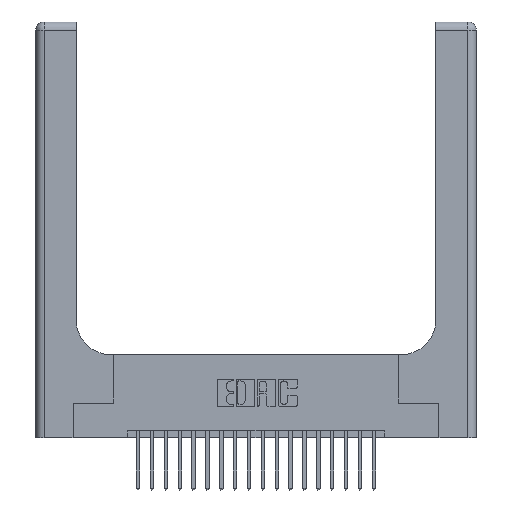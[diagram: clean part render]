
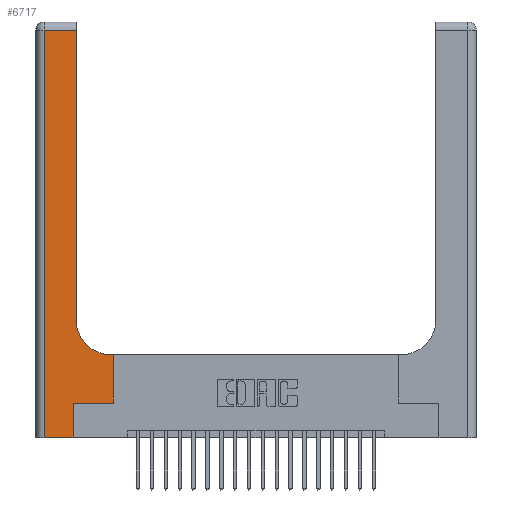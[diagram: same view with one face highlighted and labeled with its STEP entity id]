
A CAD part, top view. The second image highlights one B-rep face of the part: STEP entity #6717.
In plain terms, the highlighted planar face has unit normal (0, 0, 1).
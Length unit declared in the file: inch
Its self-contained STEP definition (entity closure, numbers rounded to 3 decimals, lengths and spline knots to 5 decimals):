
#239 = CARTESIAN_POINT ( 'NONE',  ( 0., 0., 0.37 ) ) ;
#405 = ORIENTED_EDGE ( 'NONE', *, *, #1936, .T. ) ;
#570 = VERTEX_POINT ( 'NONE', #15281 ) ;
#638 = EDGE_CURVE ( 'NONE', #15765, #5561, #3431, .T. ) ;
#808 = CARTESIAN_POINT ( 'NONE',  ( 0.06, 0., 0.37 ) ) ;
#964 = VECTOR ( 'NONE', #7249, 39.37008 ) ;
#1019 = AXIS2_PLACEMENT_3D ( 'NONE', #21205, #19767, #5579 ) ;
#1443 = ORIENTED_EDGE ( 'NONE', *, *, #7478, .T. ) ;
#1534 = LINE ( 'NONE', #1747, #9205 ) ;
#1681 = PLANE ( 'NONE',  #14204 ) ;
#1747 = CARTESIAN_POINT ( 'NONE',  ( 0.06, 3., 0.37 ) ) ;
#1760 = CARTESIAN_POINT ( 'NONE',  ( 0., 2.94, 0.37 ) ) ;
#1936 = EDGE_CURVE ( 'NONE', #13319, #19905, #14868, .T. ) ;
#2573 = CARTESIAN_POINT ( 'NONE',  ( 0.2915, 0.6, 0.37 ) ) ;
#3431 = LINE ( 'NONE', #13283, #12732 ) ;
#3683 = VECTOR ( 'NONE', #9457, 39.37008 ) ;
#4478 = DIRECTION ( 'NONE',  ( 1., 0., 0. ) ) ;
#5331 = VECTOR ( 'NONE', #19938, 39.37008 ) ;
#5561 = VERTEX_POINT ( 'NONE', #21275 ) ;
#5566 = ORIENTED_EDGE ( 'NONE', *, *, #638, .T. ) ;
#5579 = DIRECTION ( 'NONE',  ( 1., 0., 0. ) ) ;
#5908 = ORIENTED_EDGE ( 'NONE', *, *, #18820, .T. ) ;
#6046 = CARTESIAN_POINT ( 'NONE',  ( 0.06, 2.94, 0.37 ) ) ;
#6188 = LINE ( 'NONE', #11016, #964 ) ;
#6548 = ORIENTED_EDGE ( 'NONE', *, *, #16292, .T. ) ;
#6687 = EDGE_CURVE ( 'NONE', #20006, #14502, #14173, .T. ) ;
#6717 = ADVANCED_FACE ( 'NONE', ( #11418 ), #1681, .F. ) ;
#6816 = DIRECTION ( 'NONE',  ( -1., 0., 0. ) ) ;
#7044 = DIRECTION ( 'NONE',  ( -1., 0., 0. ) ) ;
#7249 = DIRECTION ( 'NONE',  ( 0., 1., 0. ) ) ;
#7478 = EDGE_CURVE ( 'NONE', #11364, #15765, #11682, .T. ) ;
#7494 = DIRECTION ( 'NONE',  ( 1., 0., 0. ) ) ;
#7970 = EDGE_CURVE ( 'NONE', #14502, #20980, #1534, .T. ) ;
#8075 = EDGE_CURVE ( 'NONE', #19905, #570, #22270, .T. ) ;
#8129 = CARTESIAN_POINT ( 'NONE',  ( 0.269, 0., 0.37 ) ) ;
#8761 = ORIENTED_EDGE ( 'NONE', *, *, #6687, .T. ) ;
#9077 = CARTESIAN_POINT ( 'NONE',  ( 0.269, 0., 0.37 ) ) ;
#9084 = ORIENTED_EDGE ( 'NONE', *, *, #8075, .T. ) ;
#9205 = VECTOR ( 'NONE', #21065, 39.37008 ) ;
#9457 = DIRECTION ( 'NONE',  ( -1., 0., 0. ) ) ;
#10002 = LINE ( 'NONE', #21594, #5331 ) ;
#11016 = CARTESIAN_POINT ( 'NONE',  ( 0.2915, 3., 0.37 ) ) ;
#11364 = VERTEX_POINT ( 'NONE', #8129 ) ;
#11418 = FACE_OUTER_BOUND ( 'NONE', #20828, .T. ) ;
#11682 = LINE ( 'NONE', #9077, #20386 ) ;
#11710 = ORIENTED_EDGE ( 'NONE', *, *, #14968, .T. ) ;
#12732 = VECTOR ( 'NONE', #4478, 39.37008 ) ;
#13029 = CARTESIAN_POINT ( 'NONE',  ( 0.269, 0.25, 0.37 ) ) ;
#13283 = CARTESIAN_POINT ( 'NONE',  ( 0.269, 0.25, 0.37 ) ) ;
#13319 = VERTEX_POINT ( 'NONE', #18730 ) ;
#13710 = VECTOR ( 'NONE', #7494, 39.37008 ) ;
#14173 = LINE ( 'NONE', #1760, #17160 ) ;
#14204 = AXIS2_PLACEMENT_3D ( 'NONE', #18941, #22423, #7044 ) ;
#14502 = VERTEX_POINT ( 'NONE', #6046 ) ;
#14868 = LINE ( 'NONE', #2573, #3683 ) ;
#14968 = EDGE_CURVE ( 'NONE', #570, #20006, #6188, .T. ) ;
#15281 = CARTESIAN_POINT ( 'NONE',  ( 0.2915, 0.85, 0.37 ) ) ;
#15599 = CARTESIAN_POINT ( 'NONE',  ( 0.5415, 0.6, 0.37 ) ) ;
#15765 = VERTEX_POINT ( 'NONE', #13029 ) ;
#16160 = DIRECTION ( 'NONE',  ( 0., 1., 0. ) ) ;
#16292 = EDGE_CURVE ( 'NONE', #5561, #13319, #10002, .T. ) ;
#17160 = VECTOR ( 'NONE', #6816, 39.37008 ) ;
#18730 = CARTESIAN_POINT ( 'NONE',  ( 0.5585, 0.6, 0.37 ) ) ;
#18820 = EDGE_CURVE ( 'NONE', #20980, #11364, #19421, .T. ) ;
#18941 = CARTESIAN_POINT ( 'NONE',  ( 0., 3., 0.37 ) ) ;
#19421 = LINE ( 'NONE', #239, #13710 ) ;
#19767 = DIRECTION ( 'NONE',  ( 0., 0., -1. ) ) ;
#19905 = VERTEX_POINT ( 'NONE', #15599 ) ;
#19938 = DIRECTION ( 'NONE',  ( 0., 1., 0. ) ) ;
#20006 = VERTEX_POINT ( 'NONE', #22214 ) ;
#20386 = VECTOR ( 'NONE', #16160, 39.37008 ) ;
#20828 = EDGE_LOOP ( 'NONE', ( #11710, #8761, #22294, #5908, #1443, #5566, #6548, #405, #9084 ) ) ;
#20980 = VERTEX_POINT ( 'NONE', #808 ) ;
#21065 = DIRECTION ( 'NONE',  ( 0., -1., 0. ) ) ;
#21205 = CARTESIAN_POINT ( 'NONE',  ( 0.5415, 0.85, 0.37 ) ) ;
#21275 = CARTESIAN_POINT ( 'NONE',  ( 0.5585, 0.25, 0.37 ) ) ;
#21594 = CARTESIAN_POINT ( 'NONE',  ( 0.5585, 0.25, 0.37 ) ) ;
#22214 = CARTESIAN_POINT ( 'NONE',  ( 0.2915, 2.94, 0.37 ) ) ;
#22270 = CIRCLE ( 'NONE', #1019, 0.25 ) ;
#22294 = ORIENTED_EDGE ( 'NONE', *, *, #7970, .T. ) ;
#22423 = DIRECTION ( 'NONE',  ( 0., 0., -1. ) ) ;
